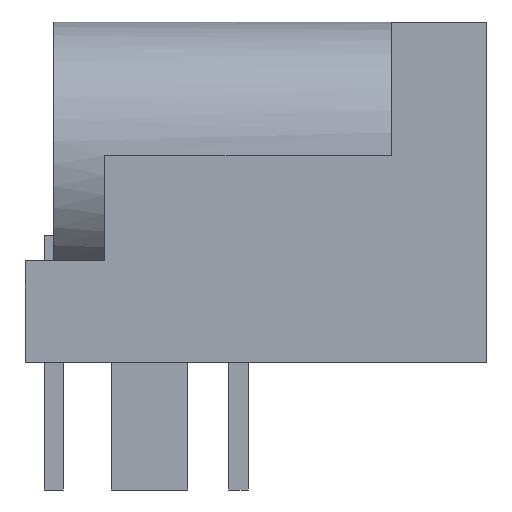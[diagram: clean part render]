
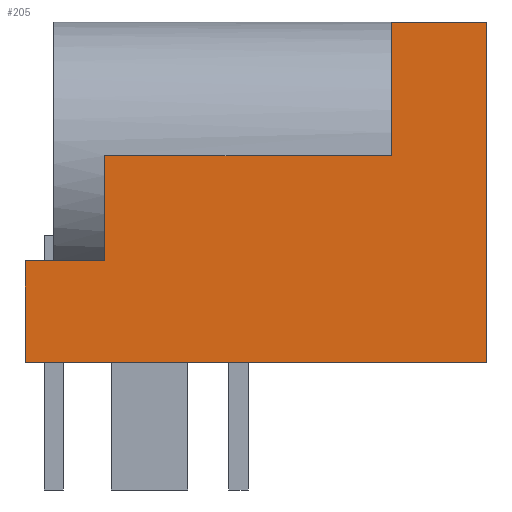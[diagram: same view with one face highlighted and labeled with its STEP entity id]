
A CAD part, left-side view. The second image highlights one B-rep face of the part: STEP entity #205.
In plain terms, the highlighted planar face has unit normal (-1, 0, 0).
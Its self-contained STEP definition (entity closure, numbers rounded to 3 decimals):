
#22 = VERTEX_POINT('',#23);
#23 = CARTESIAN_POINT('',(-4.5,-10.6,6.5));
#31 = EDGE_CURVE('',#22,#32,#34,.T.);
#32 = VERTEX_POINT('',#33);
#33 = CARTESIAN_POINT('',(-4.5,-10.6,10.7));
#34 = LINE('',#35,#36);
#35 = CARTESIAN_POINT('',(-4.5,-10.6,0.));
#36 = VECTOR('',#37,1.);
#37 = DIRECTION('',(0.,0.,1.));
#62 = EDGE_CURVE('',#22,#63,#65,.T.);
#63 = VERTEX_POINT('',#64);
#64 = CARTESIAN_POINT('',(-4.5,-1.6,6.5));
#65 = LINE('',#66,#67);
#66 = CARTESIAN_POINT('',(-4.5,-13.6,6.5));
#67 = VECTOR('',#68,1.);
#68 = DIRECTION('',(0.,1.,0.));
#171 = EDGE_CURVE('',#172,#32,#174,.T.);
#172 = VERTEX_POINT('',#173);
#173 = CARTESIAN_POINT('',(-4.5,-13.6,10.7));
#174 = LINE('',#175,#176);
#175 = CARTESIAN_POINT('',(-4.5,-13.6,10.7));
#176 = VECTOR('',#177,1.);
#177 = DIRECTION('',(0.,1.,0.));
#205 = ADVANCED_FACE('',(#206),#249,.T.);
#206 = FACE_BOUND('',#207,.T.);
#207 = EDGE_LOOP('',(#208,#216,#217,#218,#219,#227,#235,#243));
#208 = ORIENTED_EDGE('',*,*,#209,.T.);
#209 = EDGE_CURVE('',#210,#172,#212,.T.);
#210 = VERTEX_POINT('',#211);
#211 = CARTESIAN_POINT('',(-4.5,-13.6,0.));
#212 = LINE('',#213,#214);
#213 = CARTESIAN_POINT('',(-4.5,-13.6,0.));
#214 = VECTOR('',#215,1.);
#215 = DIRECTION('',(0.,0.,1.));
#216 = ORIENTED_EDGE('',*,*,#171,.T.);
#217 = ORIENTED_EDGE('',*,*,#31,.F.);
#218 = ORIENTED_EDGE('',*,*,#62,.T.);
#219 = ORIENTED_EDGE('',*,*,#220,.F.);
#220 = EDGE_CURVE('',#221,#63,#223,.T.);
#221 = VERTEX_POINT('',#222);
#222 = CARTESIAN_POINT('',(-4.5,-1.6,3.2));
#223 = LINE('',#224,#225);
#224 = CARTESIAN_POINT('',(-4.5,-1.6,0.));
#225 = VECTOR('',#226,1.);
#226 = DIRECTION('',(0.,0.,1.));
#227 = ORIENTED_EDGE('',*,*,#228,.T.);
#228 = EDGE_CURVE('',#221,#229,#231,.T.);
#229 = VERTEX_POINT('',#230);
#230 = CARTESIAN_POINT('',(-4.5,0.9,3.2));
#231 = LINE('',#232,#233);
#232 = CARTESIAN_POINT('',(-4.5,-13.6,3.2));
#233 = VECTOR('',#234,1.);
#234 = DIRECTION('',(0.,1.,0.));
#235 = ORIENTED_EDGE('',*,*,#236,.F.);
#236 = EDGE_CURVE('',#237,#229,#239,.T.);
#237 = VERTEX_POINT('',#238);
#238 = CARTESIAN_POINT('',(-4.5,0.9,0.));
#239 = LINE('',#240,#241);
#240 = CARTESIAN_POINT('',(-4.5,0.9,0.));
#241 = VECTOR('',#242,1.);
#242 = DIRECTION('',(0.,0.,1.));
#243 = ORIENTED_EDGE('',*,*,#244,.F.);
#244 = EDGE_CURVE('',#210,#237,#245,.T.);
#245 = LINE('',#246,#247);
#246 = CARTESIAN_POINT('',(-4.5,-13.6,0.));
#247 = VECTOR('',#248,1.);
#248 = DIRECTION('',(0.,1.,0.));
#249 = PLANE('',#250);
#250 = AXIS2_PLACEMENT_3D('',#251,#252,#253);
#251 = CARTESIAN_POINT('',(-4.5,-7.472,4.228));
#252 = DIRECTION('',(-1.,-0.,-0.));
#253 = DIRECTION('',(0.,0.,-1.));
